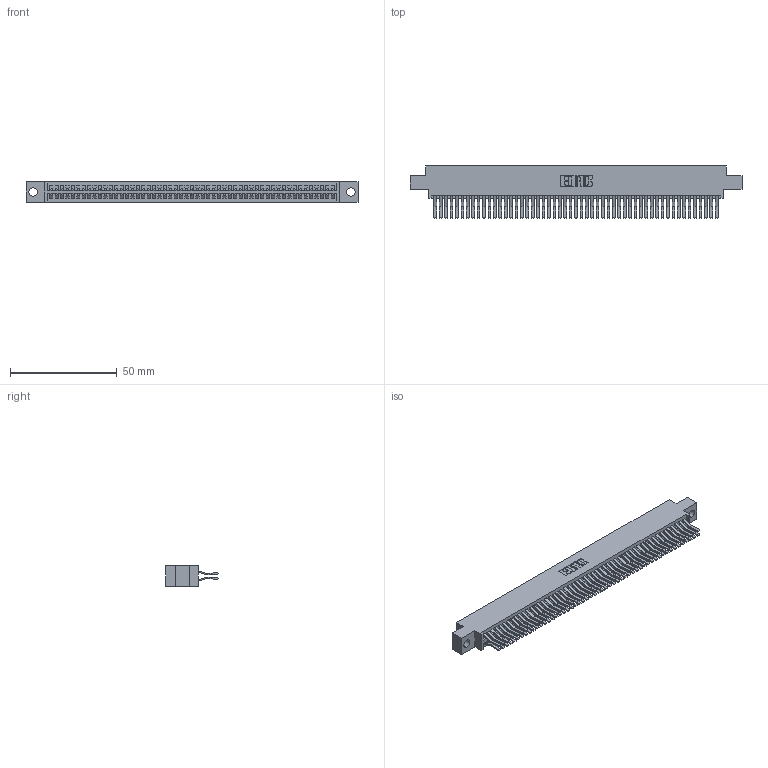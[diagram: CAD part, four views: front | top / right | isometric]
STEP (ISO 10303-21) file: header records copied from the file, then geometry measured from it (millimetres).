
FILE_DESCRIPTION (( 'STEP AP203' ), '1' );
FILE_NAME ('395-106-560-804.STEP', '2018-11-30T19:37:06', ( '' ), ( '' ), 'SwSTEP 2.0', 'SolidWorks 2016', '' );
FILE_SCHEMA (( 'CONFIG_CONTROL_DESIGN' ));
Length unit declared in the file: inch
Products named in the file (3): 395-106-560-804; 345 Part_0.170 Offset - 0.156 Dia-TH; 345-292-001_560 Tail
Assembly tree (107 placements, depth 2):
  395-106-560-804
    345 Part_0.170 Offset - 0.156 Dia-TH
    345-292-001_560 Tail  x106
Bounding box: 155.83 x 24.45 x 9.4 mm (x, y, z)
Volume: 15733 mm3; surface area: 25214.7 mm2
Topology: 107 solids, 107 shells, 5642 faces, 16783 edges, 11046 vertices
Faces by surface type: plane 3582, cylinder 2060
Entity records: 40327 total; most frequent: CARTESIAN_POINT 6752, ORIENTED_EDGE 6686, DIRECTION 5943, EDGE_CURVE 3343, LINE 2995, VECTOR 2995, VERTEX_POINT 2226, AXIS2_PLACEMENT_3D 1474
